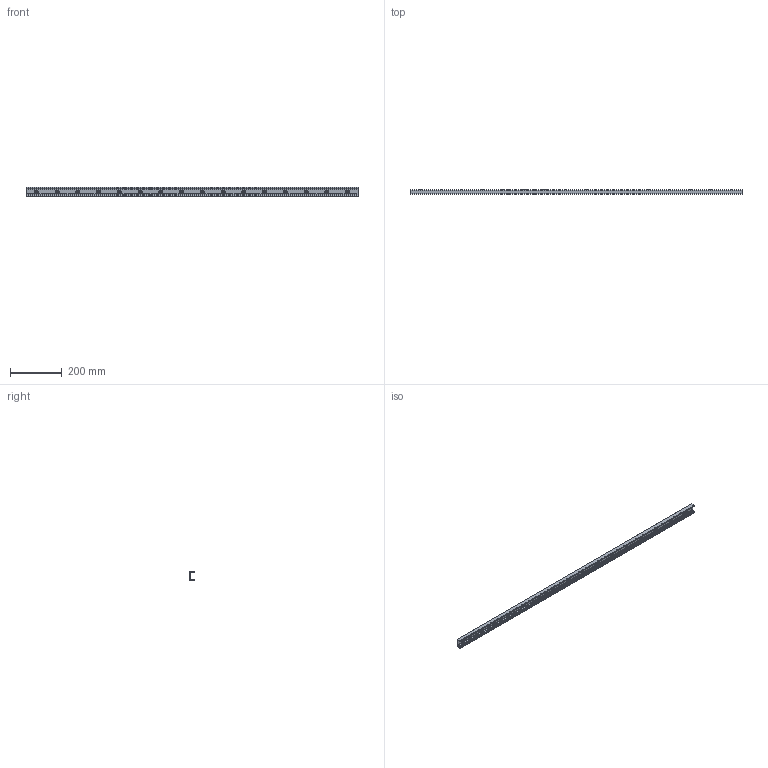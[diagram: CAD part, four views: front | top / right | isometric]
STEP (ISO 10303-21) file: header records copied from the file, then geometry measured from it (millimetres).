
FILE_DESCRIPTION((''),'2;1');
FILE_NAME('LCX 35-1280.C.stp','2016-04-28T08:52:47',('MRathmann'),(''),'Autodesk Inventor 2012','Autodesk Inventor 2012','');
FILE_SCHEMA(('CONFIG_CONTROL_DESIGN'));
Length unit declared in the file: millimetre
Products named in the file (1): LCX 35-1280.C
Bounding box: 1280 x 16.5 x 35 mm (x, y, z)
Volume: 275886.2 mm3; surface area: 164582.7 mm2
Topology: 1 solids, 1 shells, 76 faces, 238 edges, 164 vertices
Faces by surface type: cylinder 45, plane 31
Full cylindrical faces by diameter (mm): 8 x16, 15 x16
Entity records: 2774 total; most frequent: CARTESIAN_POINT 847, DIRECTION 402, ORIENTED_EDGE 348, EDGE_CURVE 174, AXIS2_PLACEMENT_3D 167, EDGE_LOOP 140, VERTEX_POINT 132, CIRCLE 90
